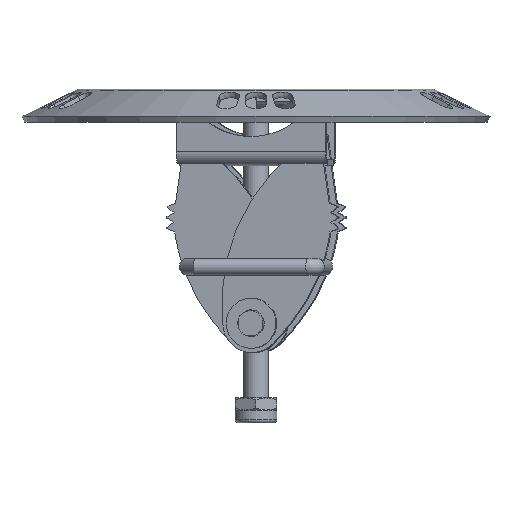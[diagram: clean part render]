
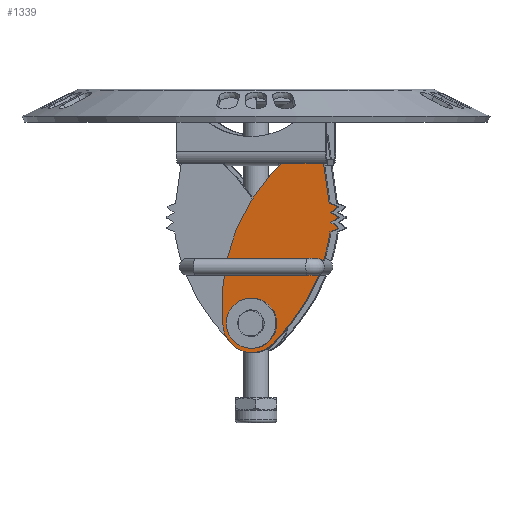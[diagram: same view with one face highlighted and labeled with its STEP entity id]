
A CAD part, front view. The second image highlights one B-rep face of the part: STEP entity #1339.
In plain terms, the highlighted face is planar.
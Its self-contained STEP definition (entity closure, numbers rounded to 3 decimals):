
#1339=ADVANCED_FACE('',(#4983,#4985),#4987,.T.);
#4983=FACE_BOUND('',#4984,.T.);
#4984=EDGE_LOOP('',(#8172,#8173,#8174,#8175,#8176,#8177,#8178,#8179,#8180,#8181,
#8182,#8183,#8184,#8185,#8186,#8187,#8188));
#4985=FACE_BOUND('',#4986,.T.);
#4986=EDGE_LOOP('',(#8189));
#4987=PLANE('',#4988);
#4988=AXIS2_PLACEMENT_3D('',#4989,#4990,#4991);
#4989=CARTESIAN_POINT('',(-1.,0.,0.));
#4990=DIRECTION('',(-1.,0.,0.));
#4991=DIRECTION('',(0.,1.,0.));
#8172=ORIENTED_EDGE('',*,*,#9317,.T.);
#8173=ORIENTED_EDGE('',*,*,#9339,.T.);
#8174=ORIENTED_EDGE('',*,*,#9340,.T.);
#8175=ORIENTED_EDGE('',*,*,#9341,.T.);
#8176=ORIENTED_EDGE('',*,*,#9342,.T.);
#8177=ORIENTED_EDGE('',*,*,#9343,.T.);
#8178=ORIENTED_EDGE('',*,*,#9344,.T.);
#8179=ORIENTED_EDGE('',*,*,#9345,.T.);
#8180=ORIENTED_EDGE('',*,*,#9346,.T.);
#8181=ORIENTED_EDGE('',*,*,#9347,.T.);
#8182=ORIENTED_EDGE('',*,*,#9348,.T.);
#8183=ORIENTED_EDGE('',*,*,#9349,.T.);
#8184=ORIENTED_EDGE('',*,*,#9350,.T.);
#8185=ORIENTED_EDGE('',*,*,#9319,.T.);
#8186=ORIENTED_EDGE('',*,*,#9351,.F.);
#8187=ORIENTED_EDGE('',*,*,#9352,.F.);
#8188=ORIENTED_EDGE('',*,*,#9353,.F.);
#8189=ORIENTED_EDGE('',*,*,#9354,.F.);
#9317=EDGE_CURVE('',#11016,#11014,#11017,.T.);
#9319=EDGE_CURVE('',#11019,#11020,#11021,.T.);
#9339=EDGE_CURVE('',#11014,#11057,#11058,.T.);
#9340=EDGE_CURVE('',#11057,#11059,#11060,.F.);
#9341=EDGE_CURVE('',#11059,#11061,#11062,.T.);
#9342=EDGE_CURVE('',#11061,#11063,#11064,.T.);
#9343=EDGE_CURVE('',#11063,#11065,#11066,.F.);
#9344=EDGE_CURVE('',#11065,#11067,#11068,.T.);
#9345=EDGE_CURVE('',#11067,#11069,#11070,.T.);
#9346=EDGE_CURVE('',#11069,#11071,#11072,.F.);
#9347=EDGE_CURVE('',#11071,#11073,#11074,.T.);
#9348=EDGE_CURVE('',#11073,#11075,#11076,.T.);
#9349=EDGE_CURVE('',#11075,#11077,#11078,.T.);
#9350=EDGE_CURVE('',#11077,#11019,#11079,.T.);
#9351=EDGE_CURVE('',#11080,#11020,#11081,.T.);
#9352=EDGE_CURVE('',#11082,#11080,#11083,.T.);
#9353=EDGE_CURVE('',#11016,#11082,#11084,.T.);
#9354=EDGE_CURVE('',#11085,#11085,#11086,.T.);
#11014=VERTEX_POINT('',#23372);
#11016=VERTEX_POINT('',#23376);
#11017=CIRCLE('',#23377,46.36);
#11019=VERTEX_POINT('',#23384);
#11020=VERTEX_POINT('',#23385);
#11021=CIRCLE('',#23386,46.36);
#11057=VERTEX_POINT('',#23471);
#11058=LINE('',#23472,#23473);
#11059=VERTEX_POINT('',#23475);
#11060=CIRCLE('',#23476,0.2);
#11061=VERTEX_POINT('',#23480);
#11062=LINE('',#23481,#23482);
#11063=VERTEX_POINT('',#23484);
#11064=LINE('',#23485,#23486);
#11065=VERTEX_POINT('',#23488);
#11066=CIRCLE('',#23489,0.2);
#11067=VERTEX_POINT('',#23493);
#11068=LINE('',#23494,#23495);
#11069=VERTEX_POINT('',#23497);
#11070=LINE('',#23498,#23499);
#11071=VERTEX_POINT('',#23501);
#11072=CIRCLE('',#23502,0.2);
#11073=VERTEX_POINT('',#23506);
#11074=LINE('',#23507,#23508);
#11075=VERTEX_POINT('',#23510);
#11076=LINE('',#23511,#23512);
#11077=VERTEX_POINT('',#23514);
#11078=CIRCLE('',#23515,46.36);
#11079=CIRCLE('',#23519,7.);
#11080=VERTEX_POINT('',#23523);
#11081=LINE('',#23524,#23525);
#11082=VERTEX_POINT('',#23527);
#11083=CIRCLE('',#23528,2.);
#11084=LINE('',#23532,#23533);
#11085=VERTEX_POINT('',#23535);
#11086=CIRCLE('',#23536,3.25);
#23372=CARTESIAN_POINT('',(-1.,-33.98,-10.293));
#23376=CARTESIAN_POINT('',(-1.,-27.058,-11.162));
#23377=AXIS2_PLACEMENT_3D('',#23378,#23379,#23380);
#23378=CARTESIAN_POINT('',(-1.,-24.761,35.141));
#23379=DIRECTION('',(-1.,0.,0.));
#23380=DIRECTION('',(0.,-0.05,-0.999));
#23384=CARTESIAN_POINT('',(-1.,-4.284,-6.452));
#23385=CARTESIAN_POINT('',(-1.,-23.064,-11.188));
#23386=AXIS2_PLACEMENT_3D('',#23387,#23388,#23389);
#23387=CARTESIAN_POINT('',(-1.,-24.761,35.141));
#23388=DIRECTION('',(-1.,0.,0.));
#23389=DIRECTION('',(0.,0.442,-0.897));
#23471=CARTESIAN_POINT('',(-1.,-35.368,-11.682));
#23472=CARTESIAN_POINT('',(-1.,-33.98,-10.293));
#23473=VECTOR('',#23474,1.);
#23474=DIRECTION('',(0.,-0.707,-0.707));
#23475=CARTESIAN_POINT('',(-1.,-35.703,-11.592));
#23476=AXIS2_PLACEMENT_3D('',#23477,#23478,#23479);
#23477=CARTESIAN_POINT('',(-1.,-35.51,-11.54));
#23478=DIRECTION('',(1.,0.,0.));
#23479=DIRECTION('',(0.,-0.966,-0.259));
#23480=CARTESIAN_POINT('',(-1.,-36.211,-9.696));
#23481=CARTESIAN_POINT('',(-1.,-35.703,-11.592));
#23482=VECTOR('',#23483,1.);
#23483=DIRECTION('',(0.,-0.259,0.966));
#23484=CARTESIAN_POINT('',(-1.,-37.748,-10.917));
#23485=CARTESIAN_POINT('',(-1.,-36.211,-9.696));
#23486=VECTOR('',#23487,1.);
#23487=DIRECTION('',(0.,-0.783,-0.622));
#23488=CARTESIAN_POINT('',(-1.,-38.071,-10.79));
#23489=AXIS2_PLACEMENT_3D('',#23490,#23491,#23492);
#23490=CARTESIAN_POINT('',(-1.,-37.873,-10.76));
#23491=DIRECTION('',(1.,0.,0.));
#23492=DIRECTION('',(0.,-0.989,-0.147));
#23493=CARTESIAN_POINT('',(-1.,-38.359,-8.848));
#23494=CARTESIAN_POINT('',(-1.,-38.071,-10.79));
#23495=VECTOR('',#23496,1.);
#23496=DIRECTION('',(0.,-0.147,0.989));
#23497=CARTESIAN_POINT('',(-1.,-40.024,-9.888));
#23498=CARTESIAN_POINT('',(-1.,-38.359,-8.848));
#23499=VECTOR('',#23500,1.);
#23500=DIRECTION('',(0.,-0.848,-0.53));
#23501=CARTESIAN_POINT('',(-1.,-40.33,-9.726));
#23502=AXIS2_PLACEMENT_3D('',#23503,#23504,#23505);
#23503=CARTESIAN_POINT('',(-1.,-40.13,-9.719));
#23504=DIRECTION('',(1.,0.,0.));
#23505=DIRECTION('',(0.,-0.999,-0.035));
#23506=CARTESIAN_POINT('',(-1.,-40.398,-7.764));
#23507=CARTESIAN_POINT('',(-1.,-40.33,-9.726));
#23508=VECTOR('',#23509,1.);
#23509=DIRECTION('',(0.,-0.035,0.999));
#23510=CARTESIAN_POINT('',(-1.,-55.,0.));
#23511=CARTESIAN_POINT('',(-1.,-40.398,-7.764));
#23512=VECTOR('',#23513,1.);
#23513=DIRECTION('',(0.,-0.883,0.469));
#23514=CARTESIAN_POINT('',(-1.,-4.284,6.452));
#23515=AXIS2_PLACEMENT_3D('',#23516,#23517,#23518);
#23516=CARTESIAN_POINT('',(-1.,-24.761,-35.141));
#23517=DIRECTION('',(-1.,0.,0.));
#23518=DIRECTION('',(0.,-0.652,0.758));
#23519=AXIS2_PLACEMENT_3D('',#23520,#23521,#23522);
#23520=CARTESIAN_POINT('',(-1.,-7.,0.));
#23521=DIRECTION('',(-1.,0.,0.));
#23522=DIRECTION('',(0.,0.388,0.922));
#23523=CARTESIAN_POINT('',(-1.,-23.003,-10.113));
#23524=CARTESIAN_POINT('',(-1.,-23.003,-10.113));
#23525=VECTOR('',#23526,1.);
#23526=DIRECTION('',(0.,-0.057,-0.998));
#23527=CARTESIAN_POINT('',(-1.,-27.,-10.));
#23528=AXIS2_PLACEMENT_3D('',#23529,#23530,#23531);
#23529=CARTESIAN_POINT('',(-1.,-25.,-10.));
#23530=DIRECTION('',(-1.,0.,0.));
#23531=DIRECTION('',(0.,-1.,0.));
#23532=CARTESIAN_POINT('',(-1.,-27.058,-11.162));
#23533=VECTOR('',#23534,1.);
#23534=DIRECTION('',(0.,0.05,0.999));
#23535=CARTESIAN_POINT('',(-1.,-3.75,0.));
#23536=AXIS2_PLACEMENT_3D('',#23537,#23538,#23539);
#23537=CARTESIAN_POINT('',(-1.,-7.,0.));
#23538=DIRECTION('',(-1.,0.,0.));
#23539=DIRECTION('',(0.,1.,0.));
